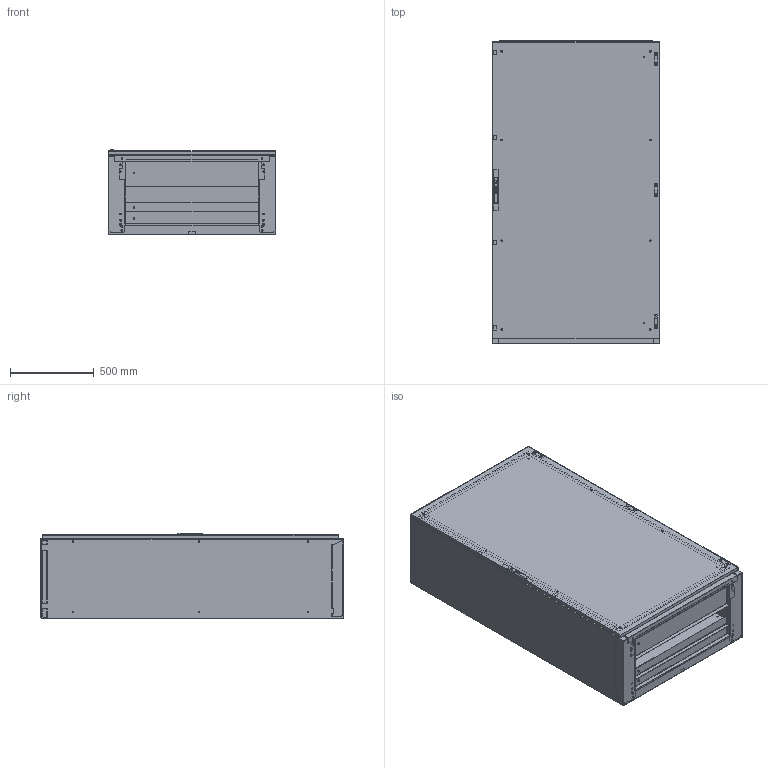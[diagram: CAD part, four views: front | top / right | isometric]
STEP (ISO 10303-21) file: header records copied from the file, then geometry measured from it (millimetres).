
FILE_DESCRIPTION (( 'STEP AP214' ), '1' );
FILE_NAME ('0390-1018-50-17.STEP', '2014-12-03T09:53:42', ( '' ), ( '' ), 'SwSTEP 2.0', 'SolidWorks 2014', '' );
FILE_SCHEMA (( 'AUTOMOTIVE_DESIGN' ));
Length unit declared in the file: millimetre
Products named in the file (19): Dachwinkel vorn-hinten (Modell) B1000; Tragschiene unten links (Modell) T500; Dachplatte 0390 (Modell) B1000T500; Bodenblech vorn-hinten (Modell) B1000; Tuere 0395 (Modell) B1000H1800; Bodenplatte hinten 0395 f黵 0390 (Modell) B1000; Tragschiene unten rechts (Modell) T500; Abwicklung kpl (Modell) B1000H1800T500; Bodenplatte mitte 0395 f黵 0390 (Modell) B1000; 0390-1018-50-17; Bodenplatte vorne 0395 f黵 0390 (Modell) B1000; Tragschiene oben rechts (Modell) T500; Montageplatte kpl 0348 (Modell) B1000H1800; Arretierwinkel kpl rechts (Modell) 1000; Arretierwinkel kpl links (Modell) 1000; Rasthalterung kpl rechts (Modell) 1000; Rasthalterung kpl links (Modell) 1000; Montageplatte 0348 (Modell) B1000H1800; Tragschiene oben links (Modell) T500
Assembly tree (18 placements, depth 3):
  0390-1018-50-17
    Abwicklung kpl (Modell) B1000H1800T500
    Tragschiene unten rechts (Modell) T500
    Tuere 0395 (Modell) B1000H1800
    Bodenblech vorn-hinten (Modell) B1000
    Dachplatte 0390 (Modell) B1000T500
    Tragschiene unten links (Modell) T500
    Dachwinkel vorn-hinten (Modell) B1000
    Tragschiene oben links (Modell) T500
    Montageplatte kpl 0348 (Modell) B1000H1800
      Montageplatte 0348 (Modell) B1000H1800
      Rasthalterung kpl links (Modell) 1000
      Rasthalterung kpl rechts (Modell) 1000
      Arretierwinkel kpl links (Modell) 1000
      Arretierwinkel kpl rechts (Modell) 1000
    Tragschiene oben rechts (Modell) T500
    Bodenplatte vorne 0395 f黵 0390 (Modell) B1000
    Bodenplatte mitte 0395 f黵 0390 (Modell) B1000
    Bodenplatte hinten 0395 f黵 0390 (Modell) B1000
Bounding box: 1000 x 1806.5 x 507.5 mm (x, y, z)
Volume: 18863960.6 mm3; surface area: 19294640.4 mm2
Topology: 31 solids, 31 shells, 2617 faces, 6998 edges, 4637 vertices
Faces by surface type: plane 1347, cylinder 1210, cone 60
Entity records: 104413 total; most frequent: DIRECTION 14700, CARTESIAN_POINT 14535, ORIENTED_EDGE 13996, EDGE_CURVE 6998, AXIS2_PLACEMENT_3D 5138, VERTEX_POINT 4637, VECTOR 4424, LINE 4424
